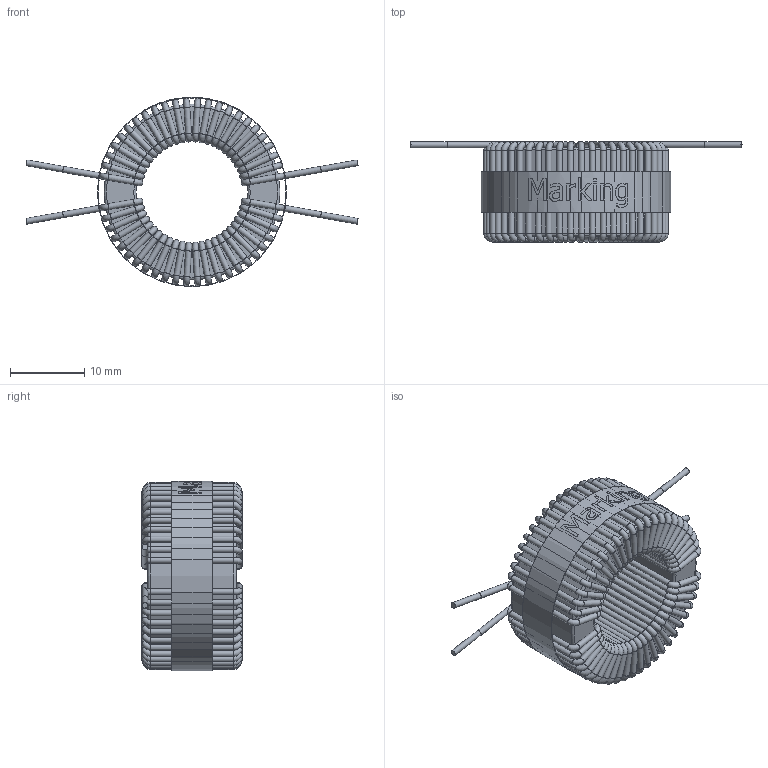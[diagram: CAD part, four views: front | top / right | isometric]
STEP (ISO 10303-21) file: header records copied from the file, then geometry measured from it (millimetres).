
FILE_DESCRIPTION(/* description */ (''),/* implementation_level */ '2;1');
FILE_NAME(/* name */ 'Toroid serie 1290-01.stp',/* time_stamp */ '2024-03-22T14:06:08+01:00',/* author */ ('mt'),/* organization */ (''),/* preprocessor_version */ 'ST-DEVELOPER v20',/* originating_system */ 'Autodesk Inventor 2024',/* authorisation */ '');
FILE_SCHEMA (('CONFIG_CONTROL_DESIGN'));
Length unit declared in the file: millimetre
Products named in the file (1): Toroid serie 1290-01
Bounding box: 44.75 x 13.5 x 25.51 mm (x, y, z)
Volume: 4004.3 mm3; surface area: 7070.6 mm2
Topology: 50 solids, 50 shells, 567 faces, 1739 edges, 1194 vertices
Faces by surface type: cylinder 257, torus 196, plane 64, bspline 50
Full cylindrical faces by diameter (mm): 0.78 x4, 0.8 x192, 15.1 x1, 23.7 x1, 25.5 x1
Entity records: 22140 total; most frequent: CARTESIAN_POINT 5139, DIRECTION 3803, ORIENTED_EDGE 3478, EDGE_CURVE 1739, AXIS2_PLACEMENT_3D 1650, VERTEX_POINT 1194, CIRCLE 1132, EDGE_LOOP 589
